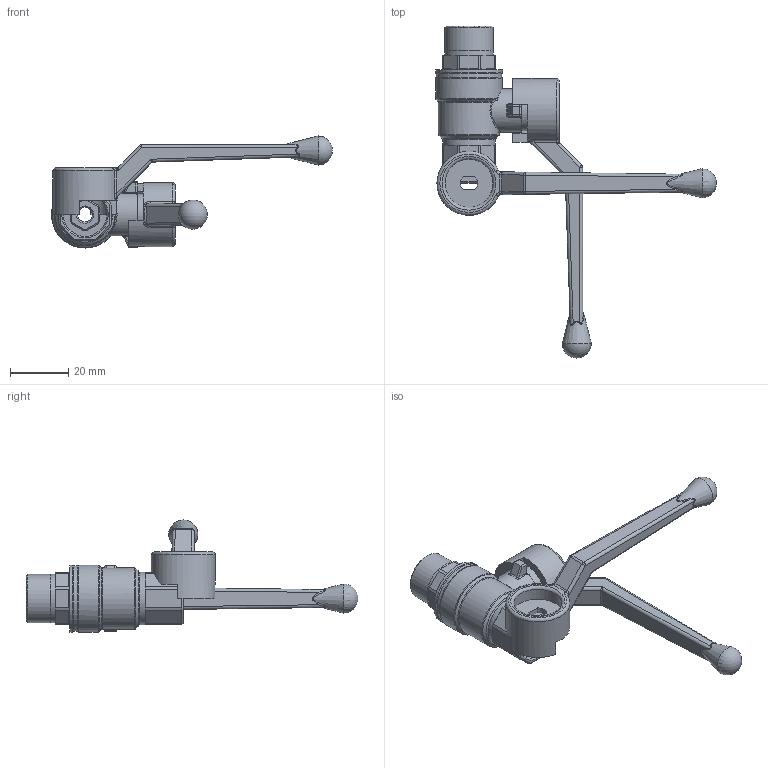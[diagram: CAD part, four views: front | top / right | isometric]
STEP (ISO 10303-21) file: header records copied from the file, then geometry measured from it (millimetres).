
FILE_DESCRIPTION( ( 'Unknown' ), '1' );
FILE_NAME( '2.281.012.stp', 'Unknown', ( 'Unknown' ), ( 'Unknown' ), 'PSStep 13.0', 'Unknown', ' ' );
FILE_SCHEMA( ( 'AUTOMOTIVE_DESIGN { 1 0 10303 214 1 1 1 1 }' ) );
Length unit declared in the file: millimetre
Products named in the file (4): Assem1; Alu-Hebel 1_4 - 1_2; M6-niedrig; 2.281.012
Bounding box: 96.46 x 113.96 x 38.5 mm (x, y, z)
Volume: 40236.3 mm3; surface area: 21485.8 mm2
Topology: 6 solids, 6 shells, 498 faces, 1218 edges, 714 vertices
Faces by surface type: plane 244, cylinder 122, bspline 64, torus 28, sphere 22, cone 18
Full cylindrical faces by diameter (mm): 4.917 x2, 10 x2, 14 x2, 14.95 x2, 15 x2, 16.5 x4, 16.662 x4, 18 x2, 21 x2, 22 x2, 22.6 x2, 23 x4
Entity records: 12225 total; most frequent: CARTESIAN_POINT 4740, DIRECTION 1133, ORIENTED_EDGE 1104, EDGE_CURVE 552, AXIS2_PLACEMENT_3D 413, VERTEX_POINT 340, LINE 307, VECTOR 307
